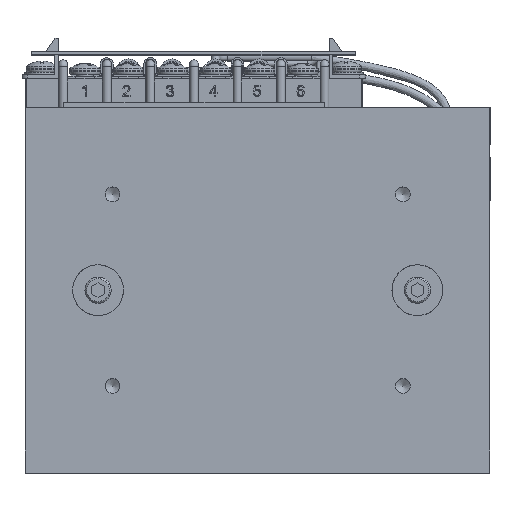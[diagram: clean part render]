
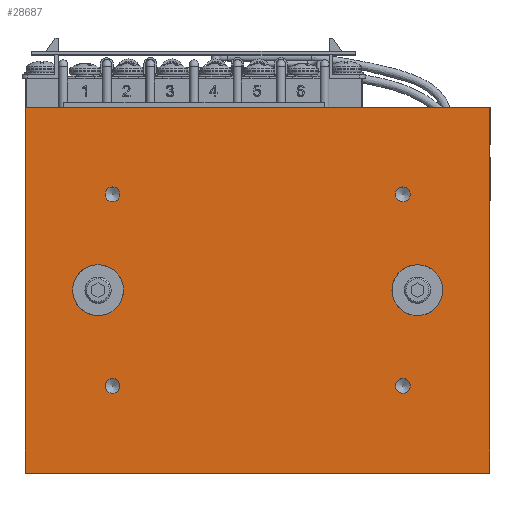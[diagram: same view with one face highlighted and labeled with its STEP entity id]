
A CAD part, top view. The second image highlights one B-rep face of the part: STEP entity #28687.
In plain terms, the highlighted planar face has unit normal (0, 0, 1).
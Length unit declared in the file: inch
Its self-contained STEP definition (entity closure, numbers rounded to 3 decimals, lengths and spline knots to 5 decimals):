
#3031=VECTOR('',#32331,1.);
#3032=VECTOR('',#32332,1.);
#3033=VECTOR('',#32333,1.);
#3034=VECTOR('',#32334,1.);
#5476=LINE('',#37796,#3031);
#5477=LINE('',#37799,#3032);
#5478=LINE('',#37801,#3033);
#5479=LINE('',#37803,#3034);
#7915=PLANE('',#30363);
#8718=VERTEX_POINT('',#37781);
#8721=VERTEX_POINT('',#37789);
#8724=VERTEX_POINT('',#37797);
#8725=VERTEX_POINT('',#37798);
#8726=VERTEX_POINT('',#37800);
#8727=VERTEX_POINT('',#37802);
#8728=VERTEX_POINT('',#37805);
#8729=VERTEX_POINT('',#37807);
#8730=VERTEX_POINT('',#37809);
#8731=VERTEX_POINT('',#37811);
#11547=CIRCLE('',#30354,0.219);
#11550=CIRCLE('',#30359,0.219);
#11553=CIRCLE('',#30364,0.06382);
#11554=CIRCLE('',#30365,0.06382);
#11555=CIRCLE('',#30366,0.06382);
#11556=CIRCLE('',#30367,0.06382);
#12205=EDGE_CURVE('',#8718,#8718,#11547,.T.);
#12208=EDGE_CURVE('',#8721,#8721,#11550,.T.);
#12211=EDGE_CURVE('',#8724,#8725,#5476,.T.);
#12212=EDGE_CURVE('',#8726,#8724,#5477,.T.);
#12213=EDGE_CURVE('',#8727,#8726,#5478,.T.);
#12214=EDGE_CURVE('',#8725,#8727,#5479,.T.);
#12215=EDGE_CURVE('',#8728,#8728,#11553,.T.);
#12216=EDGE_CURVE('',#8729,#8729,#11554,.T.);
#12217=EDGE_CURVE('',#8730,#8730,#11555,.T.);
#12218=EDGE_CURVE('',#8731,#8731,#11556,.T.);
#16434=ORIENTED_EDGE('',*,*,#12211,.F.);
#16435=ORIENTED_EDGE('',*,*,#12212,.F.);
#16436=ORIENTED_EDGE('',*,*,#12213,.F.);
#16437=ORIENTED_EDGE('',*,*,#12214,.F.);
#16438=ORIENTED_EDGE('',*,*,#12215,.T.);
#16439=ORIENTED_EDGE('',*,*,#12216,.T.);
#16440=ORIENTED_EDGE('',*,*,#12217,.T.);
#16441=ORIENTED_EDGE('',*,*,#12218,.T.);
#16442=ORIENTED_EDGE('',*,*,#12208,.T.);
#16443=ORIENTED_EDGE('',*,*,#12205,.T.);
#24876=EDGE_LOOP('',(#16434,#16435,#16436,#16437));
#24877=EDGE_LOOP('',(#16438));
#24878=EDGE_LOOP('',(#16439));
#24879=EDGE_LOOP('',(#16440));
#24880=EDGE_LOOP('',(#16441));
#24881=EDGE_LOOP('',(#16442));
#24882=EDGE_LOOP('',(#16443));
#26781=FACE_BOUND('',#24876,.T.);
#26782=FACE_BOUND('',#24877,.T.);
#26783=FACE_BOUND('',#24878,.T.);
#26784=FACE_BOUND('',#24879,.T.);
#26785=FACE_BOUND('',#24880,.T.);
#26786=FACE_BOUND('',#24881,.T.);
#26787=FACE_BOUND('',#24882,.T.);
#28687=ADVANCED_FACE('',(#26781,#26782,#26783,#26784,#26785,#26786,#26787),
#7915,.T.);
#30354=AXIS2_PLACEMENT_3D('',#37780,#32314,#32315);
#30359=AXIS2_PLACEMENT_3D('',#37788,#32323,#32324);
#30363=AXIS2_PLACEMENT_3D('',#37795,#32330,$);
#30364=AXIS2_PLACEMENT_3D('',#37804,#32335,#32336);
#30365=AXIS2_PLACEMENT_3D('',#37806,#32337,#32338);
#30366=AXIS2_PLACEMENT_3D('',#37808,#32339,#32340);
#30367=AXIS2_PLACEMENT_3D('',#37810,#32341,#32342);
#32314=DIRECTION('',(0.,0.,-1.));
#32315=DIRECTION('',(-0.219,0.,0.));
#32323=DIRECTION('',(0.,0.,-1.));
#32324=DIRECTION('',(-0.219,0.,0.));
#32330=DIRECTION('',(0.,0.,1.));
#32331=DIRECTION('',(-1.,0.,0.));
#32332=DIRECTION('',(0.,-1.,0.));
#32333=DIRECTION('',(1.,0.,0.));
#32334=DIRECTION('',(0.,1.,0.));
#32335=DIRECTION('',(0.,0.,-1.));
#32336=DIRECTION('',(0.,0.064,0.));
#32337=DIRECTION('',(0.,0.,-1.));
#32338=DIRECTION('',(0.,0.064,0.));
#32339=DIRECTION('',(0.,0.,-1.));
#32340=DIRECTION('',(0.,0.064,0.));
#32341=DIRECTION('',(0.,0.,-1.));
#32342=DIRECTION('',(0.,0.064,0.));
#37780=CARTESIAN_POINT('',(1.375,0.,0.49));
#37781=CARTESIAN_POINT('',(1.594,0.,0.49));
#37788=CARTESIAN_POINT('',(-1.375,0.,0.49));
#37789=CARTESIAN_POINT('',(-1.156,0.,0.49));
#37795=CARTESIAN_POINT('',(0.,0.,0.49));
#37796=CARTESIAN_POINT('',(2.,-1.575,0.49));
#37797=CARTESIAN_POINT('',(2.,-1.575,0.49));
#37798=CARTESIAN_POINT('',(-2.,-1.575,0.49));
#37799=CARTESIAN_POINT('',(2.,1.575,0.49));
#37800=CARTESIAN_POINT('',(2.,1.575,0.49));
#37801=CARTESIAN_POINT('',(-2.,1.575,0.49));
#37802=CARTESIAN_POINT('',(-2.,1.575,0.49));
#37803=CARTESIAN_POINT('',(-2.,-1.575,0.49));
#37804=CARTESIAN_POINT('',(-1.25,0.825,0.49));
#37805=CARTESIAN_POINT('',(-1.25,0.88882,0.49));
#37806=CARTESIAN_POINT('',(1.25,0.825,0.49));
#37807=CARTESIAN_POINT('',(1.25,0.88882,0.49));
#37808=CARTESIAN_POINT('',(1.25,-0.825,0.49));
#37809=CARTESIAN_POINT('',(1.25,-0.76118,0.49));
#37810=CARTESIAN_POINT('',(-1.25,-0.825,0.49));
#37811=CARTESIAN_POINT('',(-1.25,-0.76118,0.49));
